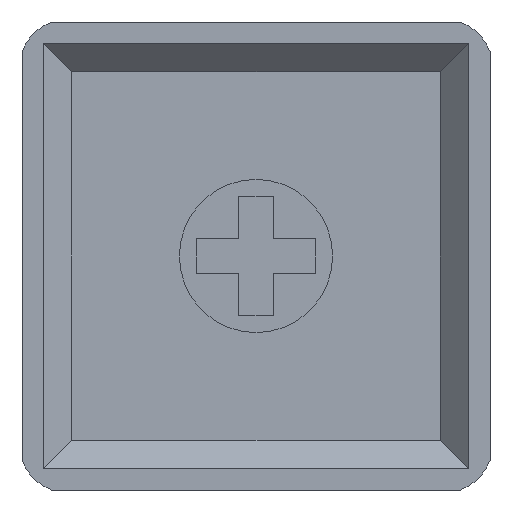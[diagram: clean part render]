
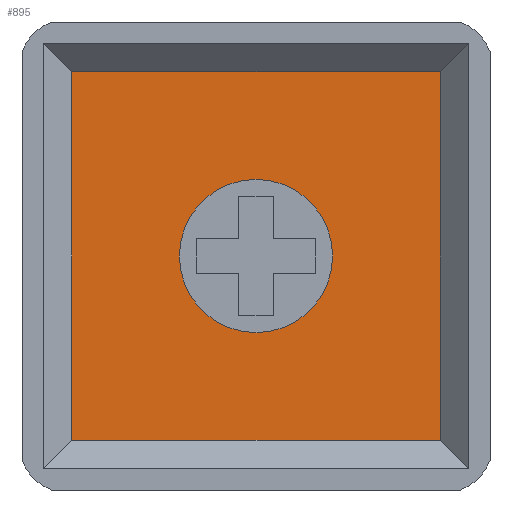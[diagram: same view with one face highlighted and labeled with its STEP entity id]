
A CAD part, front view. The second image highlights one B-rep face of the part: STEP entity #895.
In plain terms, the highlighted planar face has unit normal (0, -1, 0).
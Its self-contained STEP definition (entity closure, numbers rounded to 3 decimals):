
#24=PLANE('',#953);
#68=CIRCLE('',#954,2.7);
#101=LINE('',#1978,#175);
#102=LINE('',#1981,#176);
#104=LINE('',#1985,#178);
#105=LINE('',#1986,#179);
#175=VECTOR('',#1078,10.);
#176=VECTOR('',#1081,10.);
#178=VECTOR('',#1085,10.);
#179=VECTOR('',#1086,10.);
#238=FACE_BOUND('',#330,.T.);
#273=FACE_OUTER_BOUND('',#329,.T.);
#329=EDGE_LOOP('',(#761,#762,#763,#764));
#330=EDGE_LOOP('',(#765));
#439=VERTEX_POINT('',#1974);
#440=VERTEX_POINT('',#1976);
#441=VERTEX_POINT('',#1980);
#442=VERTEX_POINT('',#1984);
#443=VERTEX_POINT('',#1987);
#554=EDGE_CURVE('',#440,#439,#101,.T.);
#555=EDGE_CURVE('',#439,#441,#102,.T.);
#557=EDGE_CURVE('',#442,#440,#104,.T.);
#558=EDGE_CURVE('',#441,#442,#105,.T.);
#559=EDGE_CURVE('',#443,#443,#68,.T.);
#761=ORIENTED_EDGE('',*,*,#554,.F.);
#762=ORIENTED_EDGE('',*,*,#557,.F.);
#763=ORIENTED_EDGE('',*,*,#558,.F.);
#764=ORIENTED_EDGE('',*,*,#555,.F.);
#765=ORIENTED_EDGE('',*,*,#559,.F.);
#895=ADVANCED_FACE('',(#273,#238),#24,.F.);
#953=AXIS2_PLACEMENT_3D('',#1983,#1083,#1084);
#954=AXIS2_PLACEMENT_3D('',#1988,#1087,#1088);
#1078=DIRECTION('',(1.,0.,0.));
#1081=DIRECTION('',(0.,0.,-1.));
#1083=DIRECTION('center_axis',(0.,1.,0.));
#1084=DIRECTION('ref_axis',(-1.,0.,0.));
#1085=DIRECTION('',(0.,0.,1.));
#1086=DIRECTION('',(-1.,0.,0.));
#1087=DIRECTION('center_axis',(0.,-1.,0.));
#1088=DIRECTION('ref_axis',(1.,0.,0.));
#1974=CARTESIAN_POINT('',(6.5,2.3,6.5));
#1976=CARTESIAN_POINT('',(-6.5,2.3,6.5));
#1978=CARTESIAN_POINT('',(-3.75,2.3,6.5));
#1980=CARTESIAN_POINT('',(6.5,2.3,-6.5));
#1981=CARTESIAN_POINT('',(6.5,2.3,3.75));
#1983=CARTESIAN_POINT('Origin',(0.,2.3,0.));
#1984=CARTESIAN_POINT('',(-6.5,2.3,-6.5));
#1985=CARTESIAN_POINT('',(-6.5,2.3,-3.75));
#1986=CARTESIAN_POINT('',(3.75,2.3,-6.5));
#1987=CARTESIAN_POINT('',(-2.7,2.3,0.));
#1988=CARTESIAN_POINT('Origin',(0.,2.3,0.));
